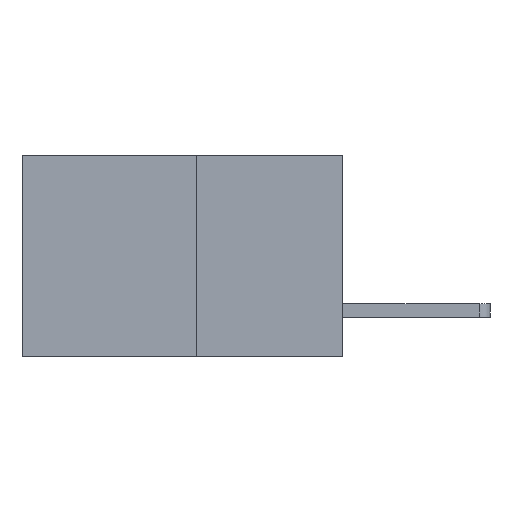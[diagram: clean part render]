
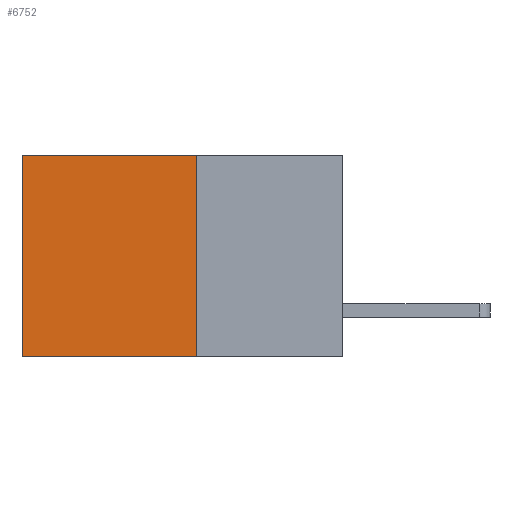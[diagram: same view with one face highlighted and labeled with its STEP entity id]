
A CAD part, left-side view. The second image highlights one B-rep face of the part: STEP entity #6752.
In plain terms, the highlighted planar face has unit normal (-1, 0, 0).
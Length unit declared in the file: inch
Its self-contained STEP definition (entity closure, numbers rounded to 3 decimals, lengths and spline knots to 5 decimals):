
#34 = EDGE_CURVE ( 'NONE', #4901, #3933, #905, .T. ) ;
#391 = DIRECTION ( 'NONE',  ( 1., 0., 0. ) ) ;
#524 = VERTEX_POINT ( 'NONE', #7321 ) ;
#905 = LINE ( 'NONE', #5641, #7025 ) ;
#927 = CARTESIAN_POINT ( 'NONE',  ( 0.277, 0.27, -0.37 ) ) ;
#1236 = EDGE_LOOP ( 'NONE', ( #3144, #2639, #7556, #7188 ) ) ;
#1374 = VECTOR ( 'NONE', #1528, 39.37008 ) ;
#1516 = DIRECTION ( 'NONE',  ( 0., 0., -1. ) ) ;
#1528 = DIRECTION ( 'NONE',  ( 0., 1., 0. ) ) ;
#1572 = LINE ( 'NONE', #927, #1374 ) ;
#1696 = EDGE_CURVE ( 'NONE', #3933, #524, #3346, .T. ) ;
#2267 = CARTESIAN_POINT ( 'NONE',  ( 0.277, 0.59, 0. ) ) ;
#2639 = ORIENTED_EDGE ( 'NONE', *, *, #5585, .F. ) ;
#3032 = VERTEX_POINT ( 'NONE', #7561 ) ;
#3123 = VECTOR ( 'NONE', #5840, 39.37008 ) ;
#3144 = ORIENTED_EDGE ( 'NONE', *, *, #1696, .T. ) ;
#3346 = LINE ( 'NONE', #3439, #4741 ) ;
#3439 = CARTESIAN_POINT ( 'NONE',  ( 0.277, 0.59, -0.37 ) ) ;
#3933 = VERTEX_POINT ( 'NONE', #2267 ) ;
#3948 = CARTESIAN_POINT ( 'NONE',  ( 0.277, 0.27, -0.37 ) ) ;
#4348 = FACE_OUTER_BOUND ( 'NONE', #1236, .T. ) ;
#4552 = DIRECTION ( 'NONE',  ( 0., 0., -1. ) ) ;
#4741 = VECTOR ( 'NONE', #1516, 39.37008 ) ;
#4901 = VERTEX_POINT ( 'NONE', #7462 ) ;
#5584 = DIRECTION ( 'NONE',  ( 0., 1., 0. ) ) ;
#5585 = EDGE_CURVE ( 'NONE', #3032, #524, #1572, .T. ) ;
#5641 = CARTESIAN_POINT ( 'NONE',  ( 0.277, 0.27, 0. ) ) ;
#5840 = DIRECTION ( 'NONE',  ( 0., 0., -1. ) ) ;
#6271 = LINE ( 'NONE', #6982, #3123 ) ;
#6390 = AXIS2_PLACEMENT_3D ( 'NONE', #3948, #391, #4552 ) ;
#6752 = ADVANCED_FACE ( 'NONE', ( #4348 ), #6899, .F. ) ;
#6899 = PLANE ( 'NONE',  #6390 ) ;
#6982 = CARTESIAN_POINT ( 'NONE',  ( 0.277, 0.27, -0.37 ) ) ;
#7025 = VECTOR ( 'NONE', #5584, 39.37008 ) ;
#7188 = ORIENTED_EDGE ( 'NONE', *, *, #34, .T. ) ;
#7321 = CARTESIAN_POINT ( 'NONE',  ( 0.277, 0.59, -0.37 ) ) ;
#7462 = CARTESIAN_POINT ( 'NONE',  ( 0.277, 0.27, 0. ) ) ;
#7556 = ORIENTED_EDGE ( 'NONE', *, *, #7623, .F. ) ;
#7561 = CARTESIAN_POINT ( 'NONE',  ( 0.277, 0.27, -0.37 ) ) ;
#7623 = EDGE_CURVE ( 'NONE', #4901, #3032, #6271, .T. ) ;
